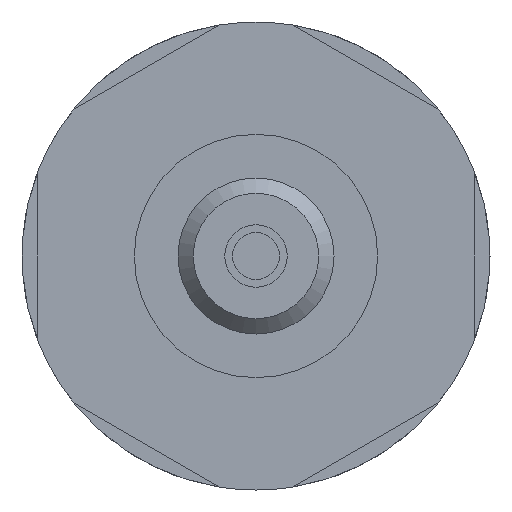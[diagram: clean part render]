
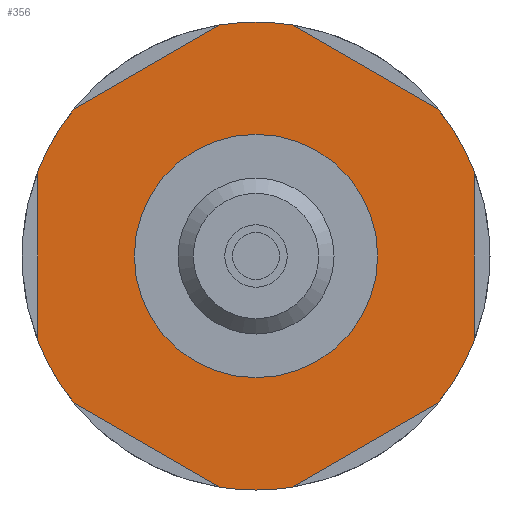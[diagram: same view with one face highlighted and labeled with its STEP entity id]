
A CAD part, front view. The second image highlights one B-rep face of the part: STEP entity #356.
In plain terms, the highlighted planar face has unit normal (0, -1, 0).
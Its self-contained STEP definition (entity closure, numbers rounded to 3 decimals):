
#33=LINE('',#611,#57);
#34=LINE('',#612,#58);
#35=LINE('',#613,#59);
#36=LINE('',#614,#60);
#37=LINE('',#615,#61);
#38=LINE('',#616,#62);
#57=VECTOR('',#485,1000.);
#58=VECTOR('',#486,1000.);
#59=VECTOR('',#487,1000.);
#60=VECTOR('',#488,1000.);
#61=VECTOR('',#489,1000.);
#62=VECTOR('',#490,1000.);
#100=ORIENTED_EDGE('',*,*,#191,.F.);
#101=ORIENTED_EDGE('',*,*,#182,.T.);
#102=ORIENTED_EDGE('',*,*,#192,.T.);
#103=ORIENTED_EDGE('',*,*,#178,.T.);
#104=ORIENTED_EDGE('',*,*,#193,.T.);
#105=ORIENTED_EDGE('',*,*,#174,.T.);
#106=ORIENTED_EDGE('',*,*,#194,.T.);
#107=ORIENTED_EDGE('',*,*,#170,.T.);
#108=ORIENTED_EDGE('',*,*,#195,.T.);
#109=ORIENTED_EDGE('',*,*,#190,.T.);
#110=ORIENTED_EDGE('',*,*,#196,.T.);
#111=ORIENTED_EDGE('',*,*,#186,.T.);
#112=ORIENTED_EDGE('',*,*,#197,.T.);
#170=EDGE_CURVE('',#217,#216,#248,.T.);
#174=EDGE_CURVE('',#221,#220,#250,.T.);
#178=EDGE_CURVE('',#225,#224,#252,.T.);
#182=EDGE_CURVE('',#229,#228,#254,.T.);
#186=EDGE_CURVE('',#233,#232,#256,.T.);
#190=EDGE_CURVE('',#213,#236,#258,.T.);
#191=EDGE_CURVE('',#237,#237,#259,.T.);
#192=EDGE_CURVE('',#228,#225,#33,.T.);
#193=EDGE_CURVE('',#224,#221,#34,.T.);
#194=EDGE_CURVE('',#220,#217,#35,.T.);
#195=EDGE_CURVE('',#216,#213,#36,.T.);
#196=EDGE_CURVE('',#236,#233,#37,.T.);
#197=EDGE_CURVE('',#232,#229,#38,.T.);
#213=VERTEX_POINT('',#561);
#216=VERTEX_POINT('',#566);
#217=VERTEX_POINT('',#568);
#220=VERTEX_POINT('',#574);
#221=VERTEX_POINT('',#576);
#224=VERTEX_POINT('',#582);
#225=VERTEX_POINT('',#584);
#228=VERTEX_POINT('',#590);
#229=VERTEX_POINT('',#592);
#232=VERTEX_POINT('',#598);
#233=VERTEX_POINT('',#600);
#236=VERTEX_POINT('',#606);
#237=VERTEX_POINT('',#610);
#248=CIRCLE('',#395,7.5);
#250=CIRCLE('',#397,7.5);
#252=CIRCLE('',#399,7.5);
#254=CIRCLE('',#401,7.5);
#256=CIRCLE('',#403,7.5);
#258=CIRCLE('',#405,7.5);
#259=CIRCLE('',#407,3.9);
#271=EDGE_LOOP('',(#100));
#272=EDGE_LOOP('',(#101,#102,#103,#104,#105,#106,#107,#108,#109,#110,#111,
#112));
#305=FACE_BOUND('',#271,.T.);
#306=FACE_BOUND('',#272,.T.);
#337=PLANE('',#406);
#356=ADVANCED_FACE('',(#305,#306),#337,.F.);
#395=AXIS2_PLACEMENT_3D('',#567,#449,#450);
#397=AXIS2_PLACEMENT_3D('',#575,#455,#456);
#399=AXIS2_PLACEMENT_3D('',#583,#461,#462);
#401=AXIS2_PLACEMENT_3D('',#591,#467,#468);
#403=AXIS2_PLACEMENT_3D('',#599,#473,#474);
#405=AXIS2_PLACEMENT_3D('',#607,#479,#480);
#406=AXIS2_PLACEMENT_3D('',#608,#481,#482);
#407=AXIS2_PLACEMENT_3D('',#609,#483,#484);
#449=DIRECTION('',(0.,-1.,0.));
#450=DIRECTION('',(0.,0.,-1.));
#455=DIRECTION('',(0.,-1.,0.));
#456=DIRECTION('',(0.,0.,-1.));
#461=DIRECTION('',(0.,-1.,0.));
#462=DIRECTION('',(0.,0.,-1.));
#467=DIRECTION('',(0.,-1.,0.));
#468=DIRECTION('',(0.,0.,-1.));
#473=DIRECTION('',(0.,-1.,0.));
#474=DIRECTION('',(0.,0.,-1.));
#479=DIRECTION('',(0.,-1.,0.));
#480=DIRECTION('',(0.,0.,-1.));
#481=DIRECTION('',(0.,1.,0.));
#482=DIRECTION('',(0.,0.,1.));
#483=DIRECTION('',(0.,-1.,0.));
#484=DIRECTION('',(0.,0.,-1.));
#485=DIRECTION('',(0.,0.,-1.));
#486=DIRECTION('',(0.866,0.,-0.5));
#487=DIRECTION('',(0.866,0.,0.5));
#488=DIRECTION('',(0.,0.,1.));
#489=DIRECTION('',(-0.866,0.,0.5));
#490=DIRECTION('',(-0.866,0.,-0.5));
#561=CARTESIAN_POINT('',(7.,0.5,2.693));
#566=CARTESIAN_POINT('',(7.,0.5,-2.693));
#567=CARTESIAN_POINT('',(0.,0.5,0.));
#568=CARTESIAN_POINT('',(5.832,0.5,-4.716));
#574=CARTESIAN_POINT('',(1.168,0.5,-7.408));
#575=CARTESIAN_POINT('',(0.,0.5,0.));
#576=CARTESIAN_POINT('',(-1.168,0.5,-7.408));
#582=CARTESIAN_POINT('',(-5.832,0.5,-4.716));
#583=CARTESIAN_POINT('',(0.,0.5,0.));
#584=CARTESIAN_POINT('',(-7.,0.5,-2.693));
#590=CARTESIAN_POINT('',(-7.,0.5,2.693));
#591=CARTESIAN_POINT('',(0.,0.5,0.));
#592=CARTESIAN_POINT('',(-5.832,0.5,4.716));
#598=CARTESIAN_POINT('',(-1.168,0.5,7.408));
#599=CARTESIAN_POINT('',(0.,0.5,0.));
#600=CARTESIAN_POINT('',(1.168,0.5,7.408));
#606=CARTESIAN_POINT('',(5.832,0.5,4.716));
#607=CARTESIAN_POINT('',(0.,0.5,0.));
#608=CARTESIAN_POINT('',(7.5,0.5,0.));
#609=CARTESIAN_POINT('',(0.,0.5,0.));
#610=CARTESIAN_POINT('',(0.,0.5,-3.9));
#611=CARTESIAN_POINT('',(-7.,0.5,0.));
#612=CARTESIAN_POINT('',(2.125,0.5,-9.31));
#613=CARTESIAN_POINT('',(9.125,0.5,-2.815));
#614=CARTESIAN_POINT('',(7.,0.5,0.));
#615=CARTESIAN_POINT('',(9.125,0.5,2.815));
#616=CARTESIAN_POINT('',(2.125,0.5,9.31));
